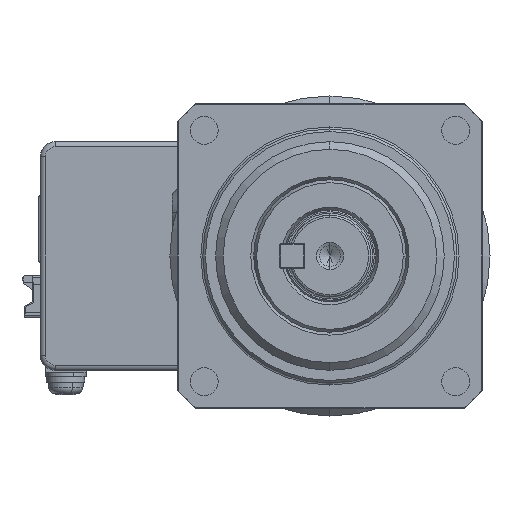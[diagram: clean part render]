
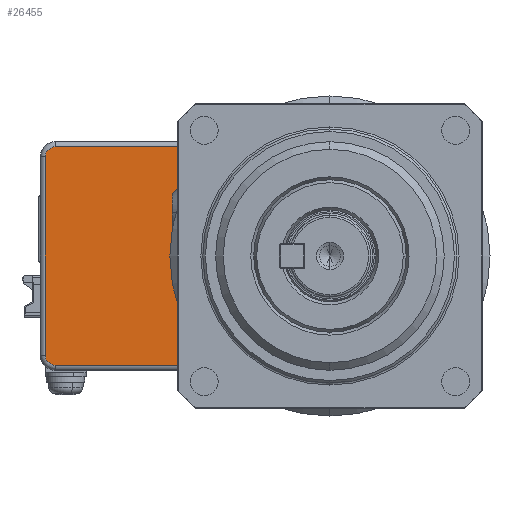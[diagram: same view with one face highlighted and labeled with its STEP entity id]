
A CAD part, left-side view. The second image highlights one B-rep face of the part: STEP entity #26455.
In plain terms, the highlighted planar face has unit normal (-1, 0, 0).
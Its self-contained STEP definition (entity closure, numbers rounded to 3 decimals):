
#758 = VECTOR ( 'NONE', #49551, 1000. ) ;
#2922 = DIRECTION ( 'NONE',  ( 0., 1., 0. ) ) ;
#5645 = LINE ( 'NONE', #93986, #79299 ) ;
#6268 = CARTESIAN_POINT ( 'NONE',  ( -47., 57.5, -50. ) ) ;
#6725 = CARTESIAN_POINT ( 'NONE',  ( -47., 57.5, -7. ) ) ;
#12758 = ORIENTED_EDGE ( 'NONE', *, *, #34280, .T. ) ;
#14606 = EDGE_CURVE ( 'NONE', #67418, #118349, #21390, .T. ) ;
#15647 = EDGE_CURVE ( 'NONE', #83359, #67418, #105020, .T. ) ;
#20790 = AXIS2_PLACEMENT_3D ( 'NONE', #98944, #42914, #130131 ) ;
#21390 = LINE ( 'NONE', #61002, #758 ) ;
#26455 = ADVANCED_FACE ( 'NONE', ( #128325 ), #64169, .F. ) ;
#28308 = DIRECTION ( 'NONE',  ( 0., 0., -1. ) ) ;
#31107 = DIRECTION ( 'NONE',  ( 0., 0., -1. ) ) ;
#33857 = EDGE_CURVE ( 'NONE', #78825, #50779, #80342, .T. ) ;
#34280 = EDGE_CURVE ( 'NONE', #78432, #78825, #54532, .T. ) ;
#34299 = LINE ( 'NONE', #98183, #114837 ) ;
#37060 = ORIENTED_EDGE ( 'NONE', *, *, #33857, .T. ) ;
#39120 = CARTESIAN_POINT ( 'NONE',  ( -47., 84.5, -48. ) ) ;
#42914 = DIRECTION ( 'NONE',  ( -1., 0., 0. ) ) ;
#49131 = AXIS2_PLACEMENT_3D ( 'NONE', #76975, #122020, #66397 ) ;
#49551 = DIRECTION ( 'NONE',  ( 0., -1., 0. ) ) ;
#50779 = VERTEX_POINT ( 'NONE', #123542 ) ;
#54532 = LINE ( 'NONE', #122303, #76806 ) ;
#61002 = CARTESIAN_POINT ( 'NONE',  ( -47., 0., -50. ) ) ;
#64169 = PLANE ( 'NONE',  #113665 ) ;
#66397 = DIRECTION ( 'NONE',  ( 0., 0., -1. ) ) ;
#66807 = EDGE_LOOP ( 'NONE', ( #97281, #68228, #77284, #12758, #37060, #127424 ) ) ;
#67418 = VERTEX_POINT ( 'NONE', #126371 ) ;
#68228 = ORIENTED_EDGE ( 'NONE', *, *, #14606, .T. ) ;
#73749 = EDGE_CURVE ( 'NONE', #50779, #83359, #5645, .T. ) ;
#75200 = DIRECTION ( 'NONE',  ( 1., 0., 0. ) ) ;
#76806 = VECTOR ( 'NONE', #2922, 1000. ) ;
#76975 = CARTESIAN_POINT ( 'NONE',  ( -47., 82.5, -9. ) ) ;
#77284 = ORIENTED_EDGE ( 'NONE', *, *, #114859, .F. ) ;
#78432 = VERTEX_POINT ( 'NONE', #6725 ) ;
#78825 = VERTEX_POINT ( 'NONE', #136907 ) ;
#79299 = VECTOR ( 'NONE', #28308, 1000. ) ;
#80342 = CIRCLE ( 'NONE', #49131, 2. ) ;
#83359 = VERTEX_POINT ( 'NONE', #39120 ) ;
#93986 = CARTESIAN_POINT ( 'NONE',  ( -47., 84.5, 0. ) ) ;
#97281 = ORIENTED_EDGE ( 'NONE', *, *, #15647, .T. ) ;
#98183 = CARTESIAN_POINT ( 'NONE',  ( -47., 57.5, 0. ) ) ;
#98944 = CARTESIAN_POINT ( 'NONE',  ( -47., 82.5, -48. ) ) ;
#105020 = CIRCLE ( 'NONE', #20790, 2. ) ;
#113665 = AXIS2_PLACEMENT_3D ( 'NONE', #140936, #75200, #119311 ) ;
#114837 = VECTOR ( 'NONE', #31107, 1000. ) ;
#114859 = EDGE_CURVE ( 'NONE', #78432, #118349, #34299, .T. ) ;
#118349 = VERTEX_POINT ( 'NONE', #6268 ) ;
#119311 = DIRECTION ( 'NONE',  ( 0., 0., -1. ) ) ;
#122020 = DIRECTION ( 'NONE',  ( -1., 0., 0. ) ) ;
#122303 = CARTESIAN_POINT ( 'NONE',  ( -47., 82.5, -7. ) ) ;
#123542 = CARTESIAN_POINT ( 'NONE',  ( -47., 84.5, -9. ) ) ;
#126371 = CARTESIAN_POINT ( 'NONE',  ( -47., 82.5, -50. ) ) ;
#127424 = ORIENTED_EDGE ( 'NONE', *, *, #73749, .T. ) ;
#128325 = FACE_OUTER_BOUND ( 'NONE', #66807, .T. ) ;
#130131 = DIRECTION ( 'NONE',  ( 0., 0., -1. ) ) ;
#136907 = CARTESIAN_POINT ( 'NONE',  ( -47., 82.5, -7. ) ) ;
#140936 = CARTESIAN_POINT ( 'NONE',  ( -47., 0., 0. ) ) ;
